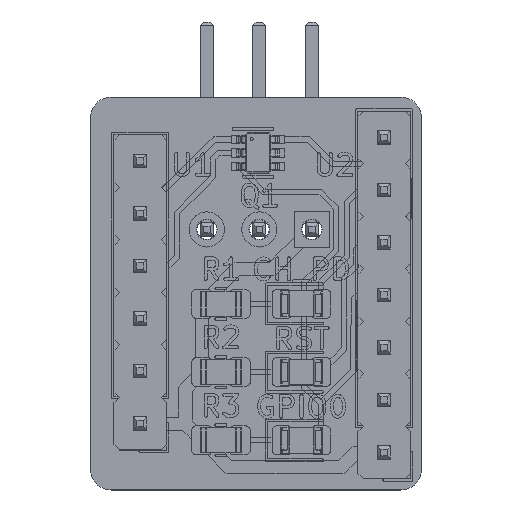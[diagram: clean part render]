
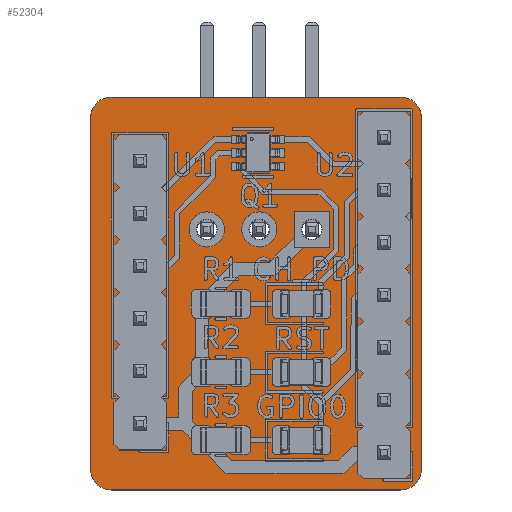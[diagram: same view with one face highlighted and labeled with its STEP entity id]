
A CAD part, top view. The second image highlights one B-rep face of the part: STEP entity #52304.
In plain terms, the highlighted planar face has unit normal (0, 0, 1).
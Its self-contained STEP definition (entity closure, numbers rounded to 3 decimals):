
#51979 = VERTEX_POINT('',#51980);
#51980 = CARTESIAN_POINT('',(169.,-86.,1.51));
#51986 = EDGE_CURVE('',#51979,#51987,#51989,.T.);
#51987 = VERTEX_POINT('',#51988);
#51988 = CARTESIAN_POINT('',(170.,-87.,1.51));
#51989 = CIRCLE('',#51990,1.);
#51990 = AXIS2_PLACEMENT_3D('',#51991,#51992,#51993);
#51991 = CARTESIAN_POINT('',(169.,-87.,1.51));
#51992 = DIRECTION('',(0.,0.,-1.));
#51993 = DIRECTION('',(0.,1.,0.));
#52021 = VERTEX_POINT('',#52022);
#52022 = CARTESIAN_POINT('',(155.,-86.,1.51));
#52028 = EDGE_CURVE('',#52021,#51979,#52029,.T.);
#52029 = LINE('',#52030,#52031);
#52030 = CARTESIAN_POINT('',(155.,-86.,1.51));
#52031 = VECTOR('',#52032,1.);
#52032 = DIRECTION('',(1.,0.,0.));
#52050 = EDGE_CURVE('',#51987,#52051,#52053,.T.);
#52051 = VERTEX_POINT('',#52052);
#52052 = CARTESIAN_POINT('',(170.,-104.,1.51));
#52053 = LINE('',#52054,#52055);
#52054 = CARTESIAN_POINT('',(170.,-87.,1.51));
#52055 = VECTOR('',#52056,1.);
#52056 = DIRECTION('',(0.,-1.,0.));
#52304 = ADVANCED_FACE('',(#52305,#52351,#52362,#52373,#52384,#52395,
    #52406,#52417,#52428,#52439,#52450,#52461,#52472,#52483,#52494,
    #52505,#52516),#52527,.T.);
#52305 = FACE_BOUND('',#52306,.T.);
#52306 = EDGE_LOOP('',(#52307,#52308,#52309,#52318,#52326,#52335,#52343,
    #52350));
#52307 = ORIENTED_EDGE('',*,*,#51986,.F.);
#52308 = ORIENTED_EDGE('',*,*,#52028,.F.);
#52309 = ORIENTED_EDGE('',*,*,#52310,.F.);
#52310 = EDGE_CURVE('',#52311,#52021,#52313,.T.);
#52311 = VERTEX_POINT('',#52312);
#52312 = CARTESIAN_POINT('',(154.,-87.,1.51));
#52313 = CIRCLE('',#52314,1.);
#52314 = AXIS2_PLACEMENT_3D('',#52315,#52316,#52317);
#52315 = CARTESIAN_POINT('',(155.,-87.,1.51));
#52316 = DIRECTION('',(0.,0.,-1.));
#52317 = DIRECTION('',(-1.,0.,-0.));
#52318 = ORIENTED_EDGE('',*,*,#52319,.F.);
#52319 = EDGE_CURVE('',#52320,#52311,#52322,.T.);
#52320 = VERTEX_POINT('',#52321);
#52321 = CARTESIAN_POINT('',(154.,-104.,1.51));
#52322 = LINE('',#52323,#52324);
#52323 = CARTESIAN_POINT('',(154.,-104.,1.51));
#52324 = VECTOR('',#52325,1.);
#52325 = DIRECTION('',(0.,1.,0.));
#52326 = ORIENTED_EDGE('',*,*,#52327,.F.);
#52327 = EDGE_CURVE('',#52328,#52320,#52330,.T.);
#52328 = VERTEX_POINT('',#52329);
#52329 = CARTESIAN_POINT('',(155.,-105.,1.51));
#52330 = CIRCLE('',#52331,1.);
#52331 = AXIS2_PLACEMENT_3D('',#52332,#52333,#52334);
#52332 = CARTESIAN_POINT('',(155.,-104.,1.51));
#52333 = DIRECTION('',(0.,0.,-1.));
#52334 = DIRECTION('',(0.,-1.,0.));
#52335 = ORIENTED_EDGE('',*,*,#52336,.F.);
#52336 = EDGE_CURVE('',#52337,#52328,#52339,.T.);
#52337 = VERTEX_POINT('',#52338);
#52338 = CARTESIAN_POINT('',(169.,-105.,1.51));
#52339 = LINE('',#52340,#52341);
#52340 = CARTESIAN_POINT('',(169.,-105.,1.51));
#52341 = VECTOR('',#52342,1.);
#52342 = DIRECTION('',(-1.,0.,0.));
#52343 = ORIENTED_EDGE('',*,*,#52344,.F.);
#52344 = EDGE_CURVE('',#52051,#52337,#52345,.T.);
#52345 = CIRCLE('',#52346,1.);
#52346 = AXIS2_PLACEMENT_3D('',#52347,#52348,#52349);
#52347 = CARTESIAN_POINT('',(169.,-104.,1.51));
#52348 = DIRECTION('',(0.,0.,-1.));
#52349 = DIRECTION('',(1.,0.,0.));
#52350 = ORIENTED_EDGE('',*,*,#52050,.F.);
#52351 = FACE_BOUND('',#52352,.T.);
#52352 = EDGE_LOOP('',(#52353));
#52353 = ORIENTED_EDGE('',*,*,#52354,.T.);
#52354 = EDGE_CURVE('',#52355,#52355,#52357,.T.);
#52355 = VERTEX_POINT('',#52356);
#52356 = CARTESIAN_POINT('',(156.4,-102.3,1.51));
#52357 = CIRCLE('',#52358,0.5);
#52358 = AXIS2_PLACEMENT_3D('',#52359,#52360,#52361);
#52359 = CARTESIAN_POINT('',(156.4,-101.8,1.51));
#52360 = DIRECTION('',(-0.,0.,-1.));
#52361 = DIRECTION('',(-0.,-1.,0.));
#52362 = FACE_BOUND('',#52363,.T.);
#52363 = EDGE_LOOP('',(#52364));
#52364 = ORIENTED_EDGE('',*,*,#52365,.T.);
#52365 = EDGE_CURVE('',#52366,#52366,#52368,.T.);
#52366 = VERTEX_POINT('',#52367);
#52367 = CARTESIAN_POINT('',(156.4,-99.76,1.51));
#52368 = CIRCLE('',#52369,0.5);
#52369 = AXIS2_PLACEMENT_3D('',#52370,#52371,#52372);
#52370 = CARTESIAN_POINT('',(156.4,-99.26,1.51));
#52371 = DIRECTION('',(-0.,0.,-1.));
#52372 = DIRECTION('',(-0.,-1.,0.));
#52373 = FACE_BOUND('',#52374,.T.);
#52374 = EDGE_LOOP('',(#52375));
#52375 = ORIENTED_EDGE('',*,*,#52376,.T.);
#52376 = EDGE_CURVE('',#52377,#52377,#52379,.T.);
#52377 = VERTEX_POINT('',#52378);
#52378 = CARTESIAN_POINT('',(156.4,-97.22,1.51));
#52379 = CIRCLE('',#52380,0.5);
#52380 = AXIS2_PLACEMENT_3D('',#52381,#52382,#52383);
#52381 = CARTESIAN_POINT('',(156.4,-96.72,1.51));
#52382 = DIRECTION('',(-0.,0.,-1.));
#52383 = DIRECTION('',(-0.,-1.,0.));
#52384 = FACE_BOUND('',#52385,.T.);
#52385 = EDGE_LOOP('',(#52386));
#52386 = ORIENTED_EDGE('',*,*,#52387,.T.);
#52387 = EDGE_CURVE('',#52388,#52388,#52390,.T.);
#52388 = VERTEX_POINT('',#52389);
#52389 = CARTESIAN_POINT('',(168.2,-103.7,1.51));
#52390 = CIRCLE('',#52391,0.5);
#52391 = AXIS2_PLACEMENT_3D('',#52392,#52393,#52394);
#52392 = CARTESIAN_POINT('',(168.2,-103.2,1.51));
#52393 = DIRECTION('',(-0.,0.,-1.));
#52394 = DIRECTION('',(-0.,-1.,0.));
#52395 = FACE_BOUND('',#52396,.T.);
#52396 = EDGE_LOOP('',(#52397));
#52397 = ORIENTED_EDGE('',*,*,#52398,.T.);
#52398 = EDGE_CURVE('',#52399,#52399,#52401,.T.);
#52399 = VERTEX_POINT('',#52400);
#52400 = CARTESIAN_POINT('',(168.2,-101.16,1.51));
#52401 = CIRCLE('',#52402,0.5);
#52402 = AXIS2_PLACEMENT_3D('',#52403,#52404,#52405);
#52403 = CARTESIAN_POINT('',(168.2,-100.66,1.51));
#52404 = DIRECTION('',(-0.,0.,-1.));
#52405 = DIRECTION('',(-0.,-1.,0.));
#52406 = FACE_BOUND('',#52407,.T.);
#52407 = EDGE_LOOP('',(#52408));
#52408 = ORIENTED_EDGE('',*,*,#52409,.T.);
#52409 = EDGE_CURVE('',#52410,#52410,#52412,.T.);
#52410 = VERTEX_POINT('',#52411);
#52411 = CARTESIAN_POINT('',(168.2,-98.62,1.51));
#52412 = CIRCLE('',#52413,0.5);
#52413 = AXIS2_PLACEMENT_3D('',#52414,#52415,#52416);
#52414 = CARTESIAN_POINT('',(168.2,-98.12,1.51));
#52415 = DIRECTION('',(-0.,0.,-1.));
#52416 = DIRECTION('',(-0.,-1.,0.));
#52417 = FACE_BOUND('',#52418,.T.);
#52418 = EDGE_LOOP('',(#52419));
#52419 = ORIENTED_EDGE('',*,*,#52420,.T.);
#52420 = EDGE_CURVE('',#52421,#52421,#52423,.T.);
#52421 = VERTEX_POINT('',#52422);
#52422 = CARTESIAN_POINT('',(156.4,-94.68,1.51));
#52423 = CIRCLE('',#52424,0.5);
#52424 = AXIS2_PLACEMENT_3D('',#52425,#52426,#52427);
#52425 = CARTESIAN_POINT('',(156.4,-94.18,1.51));
#52426 = DIRECTION('',(-0.,0.,-1.));
#52427 = DIRECTION('',(-0.,-1.,0.));
#52428 = FACE_BOUND('',#52429,.T.);
#52429 = EDGE_LOOP('',(#52430));
#52430 = ORIENTED_EDGE('',*,*,#52431,.T.);
#52431 = EDGE_CURVE('',#52432,#52432,#52434,.T.);
#52432 = VERTEX_POINT('',#52433);
#52433 = CARTESIAN_POINT('',(156.4,-92.14,1.51));
#52434 = CIRCLE('',#52435,0.5);
#52435 = AXIS2_PLACEMENT_3D('',#52436,#52437,#52438);
#52436 = CARTESIAN_POINT('',(156.4,-91.64,1.51));
#52437 = DIRECTION('',(-0.,0.,-1.));
#52438 = DIRECTION('',(-0.,-1.,0.));
#52439 = FACE_BOUND('',#52440,.T.);
#52440 = EDGE_LOOP('',(#52441));
#52441 = ORIENTED_EDGE('',*,*,#52442,.T.);
#52442 = EDGE_CURVE('',#52443,#52443,#52445,.T.);
#52443 = VERTEX_POINT('',#52444);
#52444 = CARTESIAN_POINT('',(159.62,-92.9,1.51));
#52445 = CIRCLE('',#52446,0.5);
#52446 = AXIS2_PLACEMENT_3D('',#52447,#52448,#52449);
#52447 = CARTESIAN_POINT('',(159.62,-92.4,1.51));
#52448 = DIRECTION('',(-0.,0.,-1.));
#52449 = DIRECTION('',(-0.,-1.,0.));
#52450 = FACE_BOUND('',#52451,.T.);
#52451 = EDGE_LOOP('',(#52452));
#52452 = ORIENTED_EDGE('',*,*,#52453,.T.);
#52453 = EDGE_CURVE('',#52454,#52454,#52456,.T.);
#52454 = VERTEX_POINT('',#52455);
#52455 = CARTESIAN_POINT('',(162.16,-92.9,1.51));
#52456 = CIRCLE('',#52457,0.5);
#52457 = AXIS2_PLACEMENT_3D('',#52458,#52459,#52460);
#52458 = CARTESIAN_POINT('',(162.16,-92.4,1.51));
#52459 = DIRECTION('',(-0.,0.,-1.));
#52460 = DIRECTION('',(-0.,-1.,0.));
#52461 = FACE_BOUND('',#52462,.T.);
#52462 = EDGE_LOOP('',(#52463));
#52463 = ORIENTED_EDGE('',*,*,#52464,.T.);
#52464 = EDGE_CURVE('',#52465,#52465,#52467,.T.);
#52465 = VERTEX_POINT('',#52466);
#52466 = CARTESIAN_POINT('',(156.4,-89.6,1.51));
#52467 = CIRCLE('',#52468,0.5);
#52468 = AXIS2_PLACEMENT_3D('',#52469,#52470,#52471);
#52469 = CARTESIAN_POINT('',(156.4,-89.1,1.51));
#52470 = DIRECTION('',(-0.,0.,-1.));
#52471 = DIRECTION('',(-0.,-1.,0.));
#52472 = FACE_BOUND('',#52473,.T.);
#52473 = EDGE_LOOP('',(#52474));
#52474 = ORIENTED_EDGE('',*,*,#52475,.T.);
#52475 = EDGE_CURVE('',#52476,#52476,#52478,.T.);
#52476 = VERTEX_POINT('',#52477);
#52477 = CARTESIAN_POINT('',(164.7,-92.9,1.51));
#52478 = CIRCLE('',#52479,0.5);
#52479 = AXIS2_PLACEMENT_3D('',#52480,#52481,#52482);
#52480 = CARTESIAN_POINT('',(164.7,-92.4,1.51));
#52481 = DIRECTION('',(-0.,0.,-1.));
#52482 = DIRECTION('',(-0.,-1.,0.));
#52483 = FACE_BOUND('',#52484,.T.);
#52484 = EDGE_LOOP('',(#52485));
#52485 = ORIENTED_EDGE('',*,*,#52486,.T.);
#52486 = EDGE_CURVE('',#52487,#52487,#52489,.T.);
#52487 = VERTEX_POINT('',#52488);
#52488 = CARTESIAN_POINT('',(168.2,-96.08,1.51));
#52489 = CIRCLE('',#52490,0.5);
#52490 = AXIS2_PLACEMENT_3D('',#52491,#52492,#52493);
#52491 = CARTESIAN_POINT('',(168.2,-95.58,1.51));
#52492 = DIRECTION('',(-0.,0.,-1.));
#52493 = DIRECTION('',(-0.,-1.,0.));
#52494 = FACE_BOUND('',#52495,.T.);
#52495 = EDGE_LOOP('',(#52496));
#52496 = ORIENTED_EDGE('',*,*,#52497,.T.);
#52497 = EDGE_CURVE('',#52498,#52498,#52500,.T.);
#52498 = VERTEX_POINT('',#52499);
#52499 = CARTESIAN_POINT('',(168.2,-93.54,1.51));
#52500 = CIRCLE('',#52501,0.5);
#52501 = AXIS2_PLACEMENT_3D('',#52502,#52503,#52504);
#52502 = CARTESIAN_POINT('',(168.2,-93.04,1.51));
#52503 = DIRECTION('',(-0.,0.,-1.));
#52504 = DIRECTION('',(-0.,-1.,0.));
#52505 = FACE_BOUND('',#52506,.T.);
#52506 = EDGE_LOOP('',(#52507));
#52507 = ORIENTED_EDGE('',*,*,#52508,.T.);
#52508 = EDGE_CURVE('',#52509,#52509,#52511,.T.);
#52509 = VERTEX_POINT('',#52510);
#52510 = CARTESIAN_POINT('',(168.2,-91.,1.51));
#52511 = CIRCLE('',#52512,0.5);
#52512 = AXIS2_PLACEMENT_3D('',#52513,#52514,#52515);
#52513 = CARTESIAN_POINT('',(168.2,-90.5,1.51));
#52514 = DIRECTION('',(-0.,0.,-1.));
#52515 = DIRECTION('',(-0.,-1.,0.));
#52516 = FACE_BOUND('',#52517,.T.);
#52517 = EDGE_LOOP('',(#52518));
#52518 = ORIENTED_EDGE('',*,*,#52519,.T.);
#52519 = EDGE_CURVE('',#52520,#52520,#52522,.T.);
#52520 = VERTEX_POINT('',#52521);
#52521 = CARTESIAN_POINT('',(168.2,-88.46,1.51));
#52522 = CIRCLE('',#52523,0.5);
#52523 = AXIS2_PLACEMENT_3D('',#52524,#52525,#52526);
#52524 = CARTESIAN_POINT('',(168.2,-87.96,1.51));
#52525 = DIRECTION('',(-0.,0.,-1.));
#52526 = DIRECTION('',(-0.,-1.,0.));
#52527 = PLANE('',#52528);
#52528 = AXIS2_PLACEMENT_3D('',#52529,#52530,#52531);
#52529 = CARTESIAN_POINT('',(0.,0.,1.51));
#52530 = DIRECTION('',(0.,0.,1.));
#52531 = DIRECTION('',(1.,0.,-0.));
